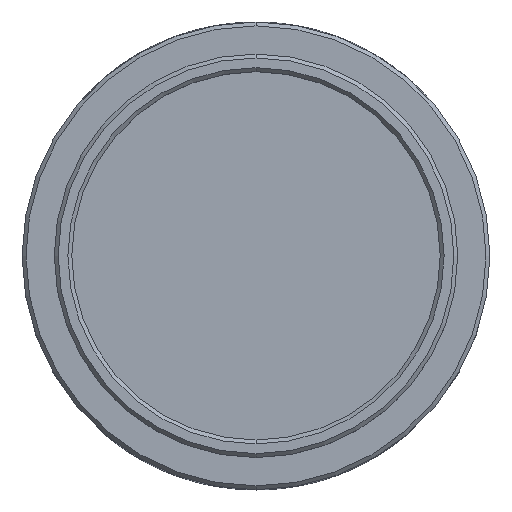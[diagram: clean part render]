
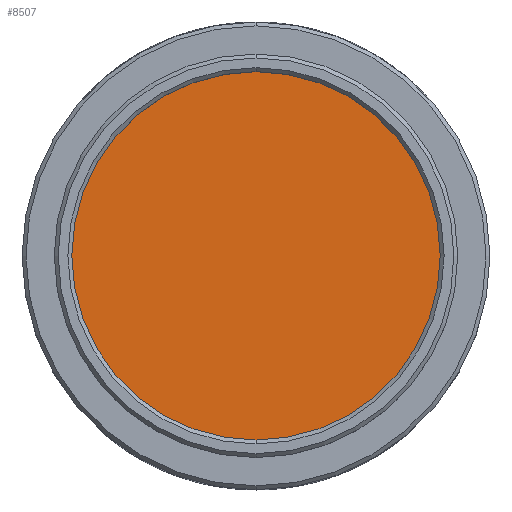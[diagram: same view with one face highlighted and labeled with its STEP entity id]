
A CAD part, top view. The second image highlights one B-rep face of the part: STEP entity #8507.
In plain terms, the highlighted planar face has unit normal (0, 0, 1).
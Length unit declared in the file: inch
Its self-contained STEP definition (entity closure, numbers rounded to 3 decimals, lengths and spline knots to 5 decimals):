
#1239 = ORIENTED_EDGE ( 'NONE', *, *, #7504, .T. ) ;
#1333 = DIRECTION ( 'NONE',  ( 0., -1., 0. ) ) ;
#1836 = CARTESIAN_POINT ( 'NONE',  ( 0., 0.48228, 0.075 ) ) ;
#1863 = DIRECTION ( 'NONE',  ( 0., 0., 1. ) ) ;
#2056 = EDGE_CURVE ( 'NONE', #2495, #7183, #3359, .T. ) ;
#2249 = DIRECTION ( 'NONE',  ( 0., -1., 0. ) ) ;
#2495 = VERTEX_POINT ( 'NONE', #1836 ) ;
#2936 = CARTESIAN_POINT ( 'NONE',  ( 0., 0., 0.075 ) ) ;
#2969 = AXIS2_PLACEMENT_3D ( 'NONE', #3952, #1863, #3354 ) ;
#3354 = DIRECTION ( 'NONE',  ( 0., -1., 0. ) ) ;
#3359 = CIRCLE ( 'NONE', #8686, 0.48228 ) ;
#3952 = CARTESIAN_POINT ( 'NONE',  ( 0., 0., 0.075 ) ) ;
#4286 = DIRECTION ( 'NONE',  ( 0., 0., -1. ) ) ;
#4458 = AXIS2_PLACEMENT_3D ( 'NONE', #2936, #4286, #2249 ) ;
#4854 = CARTESIAN_POINT ( 'NONE',  ( 0., 0., 0.075 ) ) ;
#5026 = FACE_OUTER_BOUND ( 'NONE', #6845, .T. ) ;
#6460 = PLANE ( 'NONE',  #4458 ) ;
#6845 = EDGE_LOOP ( 'NONE', ( #1239, #7808 ) ) ;
#7183 = VERTEX_POINT ( 'NONE', #9077 ) ;
#7504 = EDGE_CURVE ( 'NONE', #7183, #2495, #9049, .T. ) ;
#7694 = DIRECTION ( 'NONE',  ( 0., 0., 1. ) ) ;
#7808 = ORIENTED_EDGE ( 'NONE', *, *, #2056, .T. ) ;
#8507 = ADVANCED_FACE ( 'NONE', ( #5026 ), #6460, .F. ) ;
#8686 = AXIS2_PLACEMENT_3D ( 'NONE', #4854, #7694, #1333 ) ;
#9049 = CIRCLE ( 'NONE', #2969, 0.48228 ) ;
#9077 = CARTESIAN_POINT ( 'NONE',  ( 0., -0.48228, 0.075 ) ) ;
